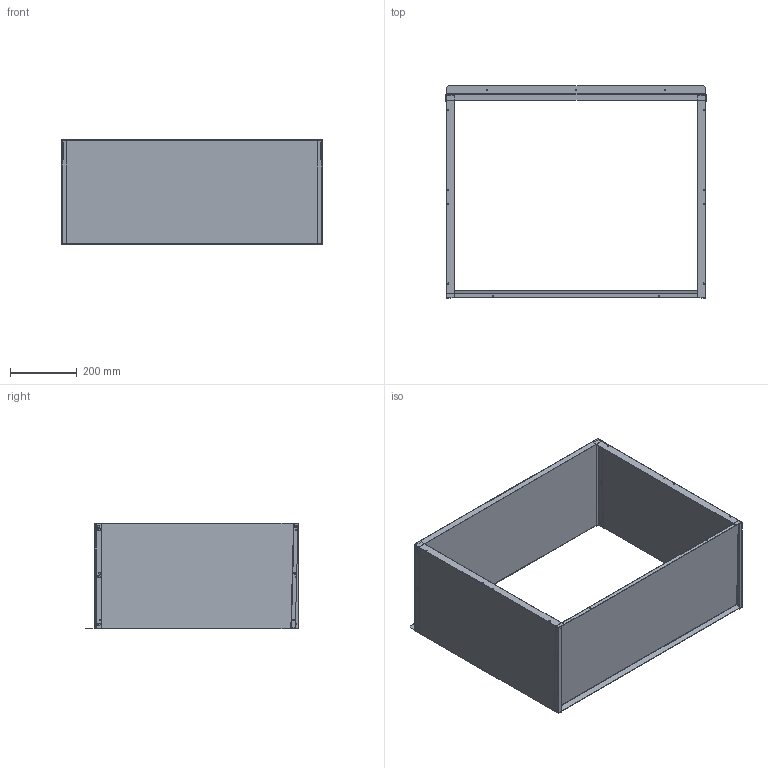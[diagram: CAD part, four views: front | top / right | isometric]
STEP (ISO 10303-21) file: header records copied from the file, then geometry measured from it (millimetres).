
FILE_DESCRIPTION (( 'STEP AP203' ), '1' );
FILE_NAME ('4000-WSD-12.STEP', '2017-09-05T14:56:10', ( 'admin' ), ( 'Microsoft' ), 'SwSTEP 2.0', 'SolidWorks 2016', '' );
FILE_SCHEMA (( 'CONFIG_CONTROL_DESIGN' ));
Length unit declared in the file: inch
Products named in the file (1): 4000-WSD-12
Bounding box: 778.07 x 636.29 x 316.1 mm (x, y, z)
Volume: 978757.8 mm3; surface area: 1981322.8 mm2
Topology: 4 solids, 4 shells, 256 faces, 648 edges, 400 vertices
Faces by surface type: cylinder 128, plane 128
Entity records: 7929 total; most frequent: DIRECTION 1418, CARTESIAN_POINT 1305, ORIENTED_EDGE 1296, EDGE_CURVE 648, AXIS2_PLACEMENT_3D 513, VERTEX_POINT 400, LINE 392, VECTOR 392
